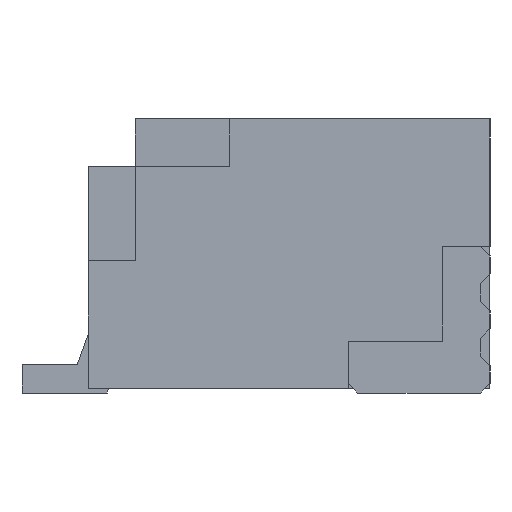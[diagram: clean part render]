
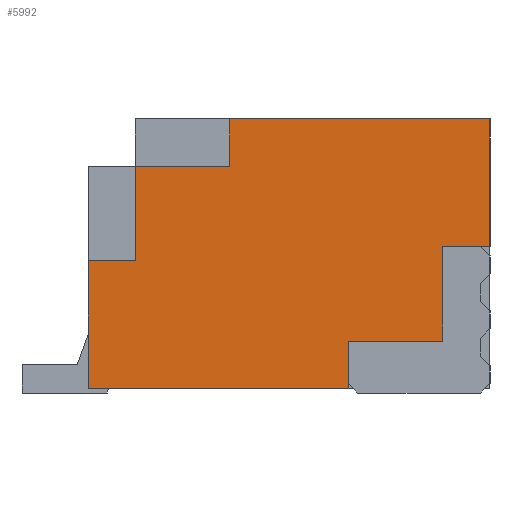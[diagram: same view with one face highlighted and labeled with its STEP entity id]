
A CAD part, left-side view. The second image highlights one B-rep face of the part: STEP entity #5992.
In plain terms, the highlighted planar face has unit normal (-1, 0, 0).
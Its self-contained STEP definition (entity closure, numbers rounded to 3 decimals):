
#241=FACE_OUTER_BOUND('',#557,.T.);
#557=EDGE_LOOP('',(#4768,#4769,#4770,#4771,#4772,#4773,#4774,#4775,#4776,
#4777,#4778,#4779));
#1110=LINE('',#8735,#1925);
#1140=LINE('',#8795,#1955);
#1190=LINE('',#8897,#2005);
#1195=LINE('',#8906,#2010);
#1197=LINE('',#8910,#2012);
#1198=LINE('',#8913,#2013);
#1201=LINE('',#8919,#2016);
#1205=LINE('',#8927,#2020);
#1208=LINE('',#8933,#2023);
#1218=LINE('',#8951,#2033);
#1245=LINE('',#9005,#2060);
#1246=LINE('',#9007,#2061);
#1925=VECTOR('',#7179,2.75);
#1955=VECTOR('',#7225,1.35);
#2005=VECTOR('',#7307,0.5);
#2010=VECTOR('',#7314,1.);
#2012=VECTOR('',#7318,1.);
#2013=VECTOR('',#7321,0.5);
#2016=VECTOR('',#7326,1.);
#2020=VECTOR('',#7334,1.);
#2023=VECTOR('',#7339,0.5);
#2033=VECTOR('',#7357,0.5);
#2060=VECTOR('',#7388,1.35);
#2061=VECTOR('',#7391,2.75);
#2592=VERTEX_POINT('',#8732);
#2593=VERTEX_POINT('',#8734);
#2610=VERTEX_POINT('',#8783);
#2650=VERTEX_POINT('',#8894);
#2651=VERTEX_POINT('',#8896);
#2654=VERTEX_POINT('',#8904);
#2655=VERTEX_POINT('',#8908);
#2656=VERTEX_POINT('',#8912);
#2658=VERTEX_POINT('',#8918);
#2660=VERTEX_POINT('',#8926);
#2662=VERTEX_POINT('',#8932);
#2691=VERTEX_POINT('',#9003);
#3284=EDGE_CURVE('',#2593,#2592,#1110,.T.);
#3314=EDGE_CURVE('',#2610,#2593,#1140,.T.);
#3364=EDGE_CURVE('',#2651,#2650,#1190,.T.);
#3369=EDGE_CURVE('',#2650,#2654,#1195,.T.);
#3371=EDGE_CURVE('',#2654,#2655,#1197,.T.);
#3372=EDGE_CURVE('',#2592,#2656,#1198,.T.);
#3375=EDGE_CURVE('',#2656,#2658,#1201,.T.);
#3379=EDGE_CURVE('',#2658,#2660,#1205,.T.);
#3382=EDGE_CURVE('',#2660,#2662,#1208,.T.);
#3392=EDGE_CURVE('',#2655,#2610,#1218,.T.);
#3419=EDGE_CURVE('',#2662,#2691,#1245,.T.);
#3420=EDGE_CURVE('',#2691,#2651,#1246,.T.);
#4768=ORIENTED_EDGE('',*,*,#3372,.T.);
#4769=ORIENTED_EDGE('',*,*,#3375,.T.);
#4770=ORIENTED_EDGE('',*,*,#3379,.T.);
#4771=ORIENTED_EDGE('',*,*,#3382,.T.);
#4772=ORIENTED_EDGE('',*,*,#3419,.T.);
#4773=ORIENTED_EDGE('',*,*,#3420,.T.);
#4774=ORIENTED_EDGE('',*,*,#3364,.T.);
#4775=ORIENTED_EDGE('',*,*,#3369,.T.);
#4776=ORIENTED_EDGE('',*,*,#3371,.T.);
#4777=ORIENTED_EDGE('',*,*,#3392,.T.);
#4778=ORIENTED_EDGE('',*,*,#3314,.T.);
#4779=ORIENTED_EDGE('',*,*,#3284,.T.);
#5483=PLANE('',#6295);
#5992=ADVANCED_FACE('',(#241),#5483,.T.);
#6295=AXIS2_PLACEMENT_3D('',#9006,#7389,#7390);
#7179=DIRECTION('',(0.,1.,0.));
#7225=DIRECTION('',(0.,0.,1.));
#7307=DIRECTION('',(0.,0.,1.));
#7314=DIRECTION('',(0.,-1.,0.));
#7318=DIRECTION('',(0.,0.,1.));
#7321=DIRECTION('',(0.,0.,-1.));
#7326=DIRECTION('',(0.,1.,0.));
#7334=DIRECTION('',(0.,0.,-1.));
#7339=DIRECTION('',(0.,1.,0.));
#7357=DIRECTION('',(0.,-1.,0.));
#7388=DIRECTION('',(0.,0.,-1.));
#7389=DIRECTION('center_axis',(-1.,0.,0.));
#7390=DIRECTION('ref_axis',(0.,0.,1.));
#7391=DIRECTION('',(0.,-1.,0.));
#8732=CARTESIAN_POINT('',(-3.5,-1.5,2.9));
#8734=CARTESIAN_POINT('',(-3.5,-4.25,2.9));
#8735=CARTESIAN_POINT('',(-3.5,-4.25,2.9));
#8783=CARTESIAN_POINT('',(-3.5,-4.25,1.55));
#8795=CARTESIAN_POINT('',(-3.5,-4.25,0.05));
#8894=CARTESIAN_POINT('',(-3.5,-2.75,0.55));
#8896=CARTESIAN_POINT('',(-3.5,-2.75,0.05));
#8897=CARTESIAN_POINT('',(-3.5,-2.75,1.006));
#8904=CARTESIAN_POINT('',(-3.5,-3.75,0.55));
#8906=CARTESIAN_POINT('',(-3.5,-2.861,0.55));
#8908=CARTESIAN_POINT('',(-3.5,-3.75,1.55));
#8910=CARTESIAN_POINT('',(-3.5,-3.75,1.506));
#8912=CARTESIAN_POINT('',(-3.5,-1.5,2.4));
#8913=CARTESIAN_POINT('',(-3.5,-1.5,1.931));
#8918=CARTESIAN_POINT('',(-3.5,-0.5,2.4));
#8919=CARTESIAN_POINT('',(-3.5,-1.236,2.4));
#8926=CARTESIAN_POINT('',(-3.5,-0.5,1.4));
#8927=CARTESIAN_POINT('',(-3.5,-0.5,1.431));
#8932=CARTESIAN_POINT('',(-3.5,0.,1.4));
#8933=CARTESIAN_POINT('',(-3.5,-0.986,1.4));
#8951=CARTESIAN_POINT('',(-3.5,-3.111,1.55));
#9003=CARTESIAN_POINT('',(-3.5,0.,0.05));
#9005=CARTESIAN_POINT('',(-3.5,0.,2.4));
#9006=CARTESIAN_POINT('Origin',(-3.5,-1.972,1.463));
#9007=CARTESIAN_POINT('',(-3.5,0.,0.05));
